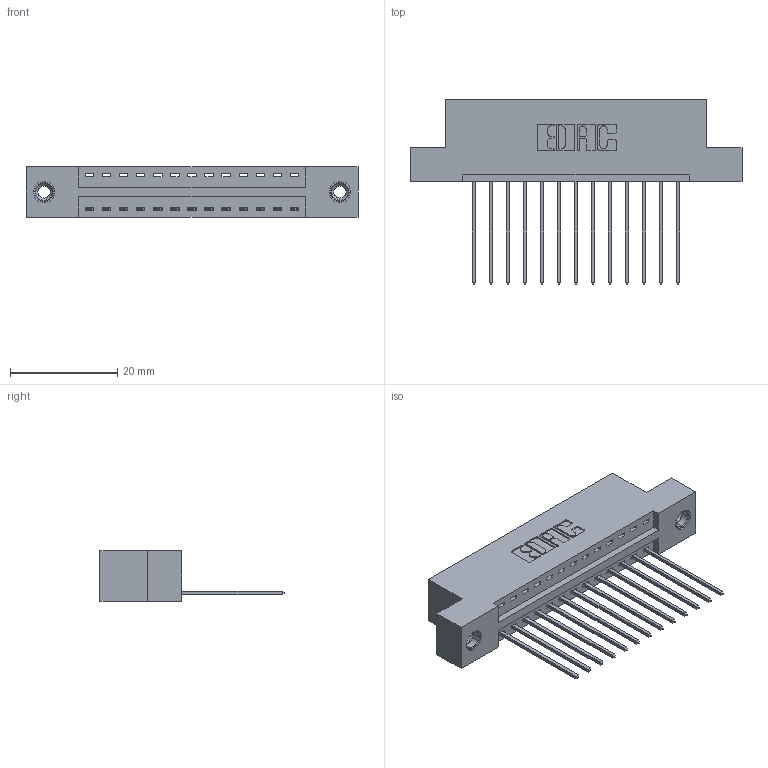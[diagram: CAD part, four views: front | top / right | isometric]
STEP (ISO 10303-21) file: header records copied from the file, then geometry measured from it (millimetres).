
FILE_DESCRIPTION (( 'STEP AP203' ), '1' );
FILE_NAME ('396-013-541-108.STEP', '2019-10-26T16:23:04', ( '' ), ( '' ), 'SwSTEP 2.0', 'SolidWorks 2016', '' );
FILE_SCHEMA (( 'CONFIG_CONTROL_DESIGN' ));
Length unit declared in the file: inch
Products named in the file (4): 396-013-541-108; 345-292-001_345-293-141; 346 Part_Flush Mounting Lugs - 0.156 Dia-TI; 345-250-001_345-250-003-102
Assembly tree (16 placements, depth 2):
  396-013-541-108
    346 Part_Flush Mounting Lugs - 0.156 Dia-TI
    345-292-001_345-293-141  x13
    345-250-001_345-250-003-102  x2
Bounding box: 61.85 x 34.29 x 9.4 mm (x, y, z)
Volume: 5756.9 mm3; surface area: 7160.5 mm2
Topology: 16 solids, 16 shells, 936 faces, 2753 edges, 1810 vertices
Faces by surface type: plane 628, cylinder 292, cone 12, torus 4
Entity records: 13176 total; most frequent: CARTESIAN_POINT 2250, ORIENTED_EDGE 2190, DIRECTION 2047, EDGE_CURVE 1095, LINE 891, VECTOR 891, VERTEX_POINT 724, AXIS2_PLACEMENT_3D 578
